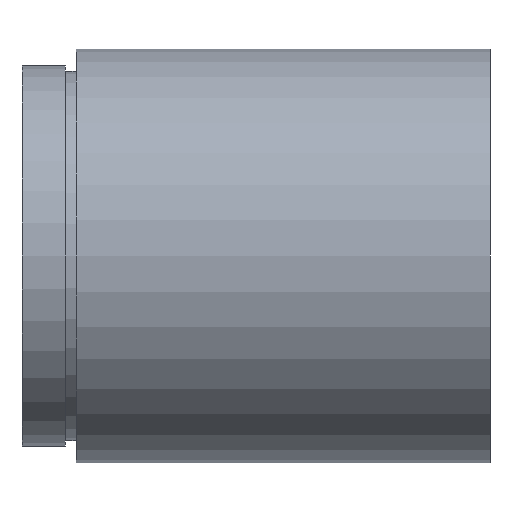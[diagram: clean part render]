
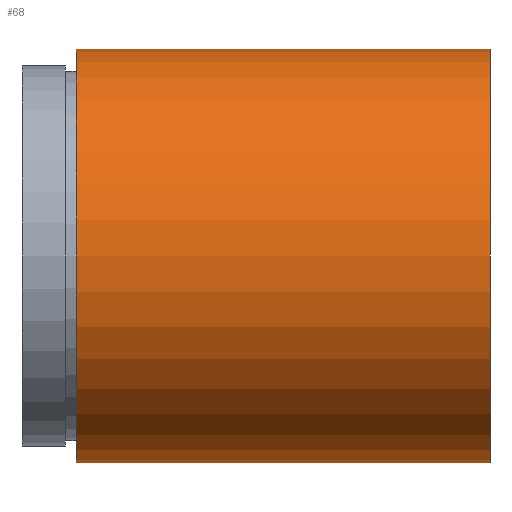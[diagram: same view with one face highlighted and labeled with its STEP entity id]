
A CAD part, left-side view. The second image highlights one B-rep face of the part: STEP entity #68.
In plain terms, the highlighted cylindrical face has radius 19.05 mm (diameter 38.1 mm), a partial arc.
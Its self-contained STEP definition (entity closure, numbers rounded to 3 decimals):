
#18 = ORIENTED_EDGE ( 'NONE', *, *, #237, .T. ) ;
#24 = DIRECTION ( 'NONE',  ( 0., 0., 1. ) ) ;
#59 = CARTESIAN_POINT ( 'NONE',  ( 0., 0., 0. ) ) ;
#68 = ADVANCED_FACE ( 'NONE', ( #316 ), #352, .T. ) ;
#103 = DIRECTION ( 'NONE',  ( 0., 0., 1. ) ) ;
#118 = CARTESIAN_POINT ( 'NONE',  ( 0., 38.1, -19.05 ) ) ;
#135 = VECTOR ( 'NONE', #526, 1000. ) ;
#143 = CIRCLE ( 'NONE', #153, 19.05 ) ;
#153 = AXIS2_PLACEMENT_3D ( 'NONE', #59, #254, #305 ) ;
#188 = CIRCLE ( 'NONE', #601, 19.05 ) ;
#191 = CARTESIAN_POINT ( 'NONE',  ( 0., 38.1, 0. ) ) ;
#195 = VERTEX_POINT ( 'NONE', #324 ) ;
#237 = EDGE_CURVE ( 'NONE', #469, #348, #452, .T. ) ;
#249 = EDGE_CURVE ( 'NONE', #195, #499, #482, .T. ) ;
#254 = DIRECTION ( 'NONE',  ( 0., 1., 0. ) ) ;
#271 = VECTOR ( 'NONE', #380, 1000. ) ;
#276 = DIRECTION ( 'NONE',  ( 0., 1., 0. ) ) ;
#284 = AXIS2_PLACEMENT_3D ( 'NONE', #457, #599, #24 ) ;
#305 = DIRECTION ( 'NONE',  ( 0., 0., 1. ) ) ;
#316 = FACE_OUTER_BOUND ( 'NONE', #487, .T. ) ;
#324 = CARTESIAN_POINT ( 'NONE',  ( 0., 0., -19.05 ) ) ;
#332 = CARTESIAN_POINT ( 'NONE',  ( 0., 161.376, -19.05 ) ) ;
#348 = VERTEX_POINT ( 'NONE', #572 ) ;
#352 = CYLINDRICAL_SURFACE ( 'NONE', #284, 19.05 ) ;
#360 = ORIENTED_EDGE ( 'NONE', *, *, #595, .F. ) ;
#380 = DIRECTION ( 'NONE',  ( 0., 1., 0. ) ) ;
#452 = LINE ( 'NONE', #608, #135 ) ;
#457 = CARTESIAN_POINT ( 'NONE',  ( 0., 161.376, 0. ) ) ;
#469 = VERTEX_POINT ( 'NONE', #497 ) ;
#471 = EDGE_CURVE ( 'NONE', #195, #469, #143, .T. ) ;
#482 = LINE ( 'NONE', #332, #271 ) ;
#487 = EDGE_LOOP ( 'NONE', ( #590, #548, #18, #360 ) ) ;
#497 = CARTESIAN_POINT ( 'NONE',  ( 0., 0., 19.05 ) ) ;
#499 = VERTEX_POINT ( 'NONE', #118 ) ;
#526 = DIRECTION ( 'NONE',  ( 0., 1., 0. ) ) ;
#548 = ORIENTED_EDGE ( 'NONE', *, *, #471, .T. ) ;
#572 = CARTESIAN_POINT ( 'NONE',  ( 0., 38.1, 19.05 ) ) ;
#590 = ORIENTED_EDGE ( 'NONE', *, *, #249, .F. ) ;
#595 = EDGE_CURVE ( 'NONE', #499, #348, #188, .T. ) ;
#599 = DIRECTION ( 'NONE',  ( 0., 1., 0. ) ) ;
#601 = AXIS2_PLACEMENT_3D ( 'NONE', #191, #276, #103 ) ;
#608 = CARTESIAN_POINT ( 'NONE',  ( 0., 161.376, 19.05 ) ) ;
